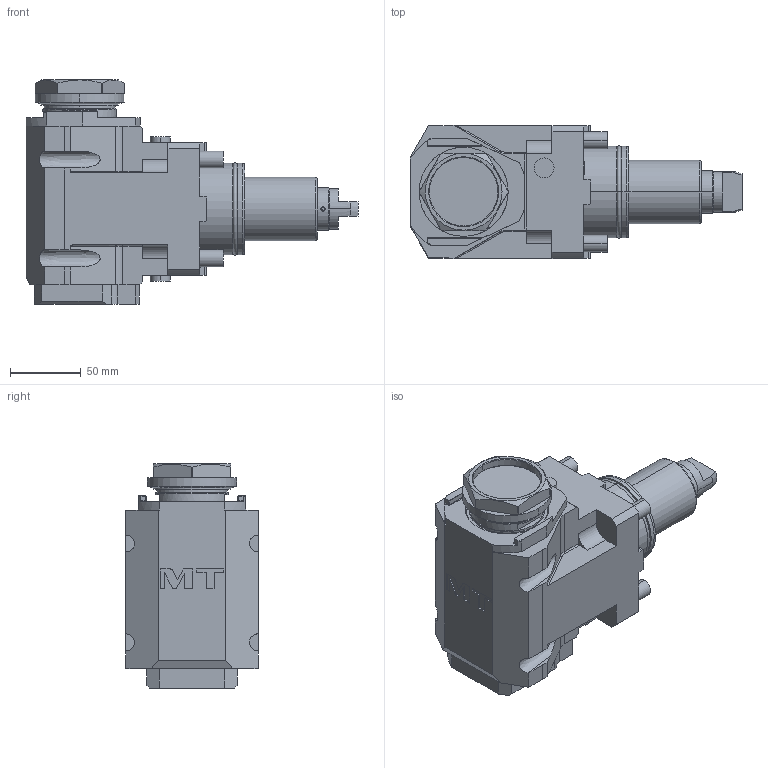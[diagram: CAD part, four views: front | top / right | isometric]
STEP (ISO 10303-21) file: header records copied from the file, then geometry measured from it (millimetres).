
FILE_DESCRIPTION((''),'2;1');
FILE_NAME('DWO2190250_CONF','2023-05-04T12:21:42',('gvalli'),('M.T. srl'),'CREO PARAMETRIC BY PTC INC, 2021072','CREO PARAMETRIC BY PTC INC, 2021072','');
FILE_SCHEMA(('CONFIG_CONTROL_DESIGN'));
Length unit declared in the file: millimetre
Products named in the file (1): DWO2190250_CONF
Bounding box: 235 x 94 x 159 mm (x, y, z)
Volume: 1430717.4 mm3; surface area: 107933 mm2
Topology: 1 solids, 1 shells, 334 faces, 843 edges, 542 vertices
Faces by surface type: plane 186, cylinder 94, cone 28, torus 20, bspline 4, extrusion 2
Entity records: 11269 total; most frequent: CARTESIAN_POINT 3101, DIRECTION 1691, ORIENTED_EDGE 1686, EDGE_CURVE 843, AXIS2_PLACEMENT_3D 574, VECTOR 543, VERTEX_POINT 542, LINE 541
